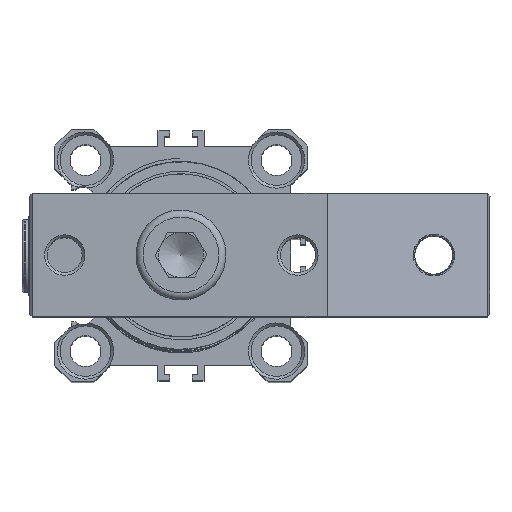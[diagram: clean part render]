
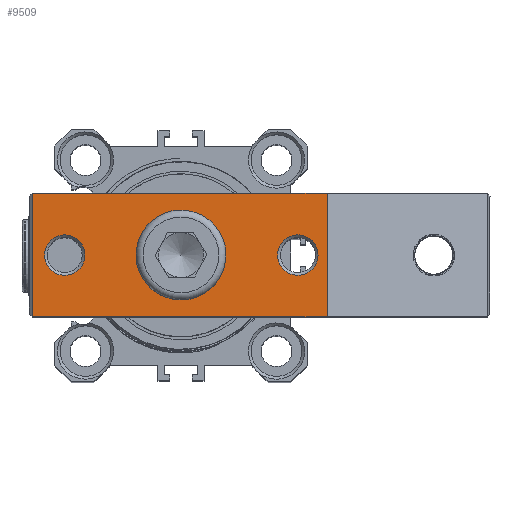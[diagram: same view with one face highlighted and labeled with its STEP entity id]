
A CAD part, top view. The second image highlights one B-rep face of the part: STEP entity #9509.
In plain terms, the highlighted planar face has unit normal (0, 0, 1).
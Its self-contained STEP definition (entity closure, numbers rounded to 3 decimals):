
#230=PLANE('',#10258);
#297=FACE_BOUND('',#1239,.T.);
#298=FACE_BOUND('',#1240,.T.);
#299=FACE_BOUND('',#1241,.T.);
#727=FACE_OUTER_BOUND('',#1238,.T.);
#1238=EDGE_LOOP('',(#7474,#7475,#7476,#7477));
#1239=EDGE_LOOP('',(#7478,#7479));
#1240=EDGE_LOOP('',(#7480,#7481));
#1241=EDGE_LOOP('',(#7482,#7483));
#1637=CIRCLE('',#10216,3.6);
#1638=CIRCLE('',#10217,3.6);
#1641=CIRCLE('',#10221,3.6);
#1642=CIRCLE('',#10222,3.6);
#1645=CIRCLE('',#10226,5.75);
#1646=CIRCLE('',#10227,5.75);
#2626=LINE('',#37237,#3197);
#2632=LINE('',#37329,#3203);
#2633=LINE('',#37331,#3204);
#2634=LINE('',#37332,#3205);
#3197=VECTOR('',#12153,1000.);
#3203=VECTOR('',#12161,1000.);
#3204=VECTOR('',#12162,1000.);
#3205=VECTOR('',#12163,1000.);
#3986=VERTEX_POINT('',#36893);
#3987=VERTEX_POINT('',#36895);
#3990=VERTEX_POINT('',#36903);
#3991=VERTEX_POINT('',#36905);
#3994=VERTEX_POINT('',#36913);
#3995=VERTEX_POINT('',#36915);
#4031=VERTEX_POINT('',#37234);
#4032=VERTEX_POINT('',#37236);
#4041=VERTEX_POINT('',#37328);
#4042=VERTEX_POINT('',#37330);
#5229=EDGE_CURVE('',#3986,#3987,#1637,.T.);
#5230=EDGE_CURVE('',#3987,#3986,#1638,.T.);
#5234=EDGE_CURVE('',#3990,#3991,#1641,.T.);
#5235=EDGE_CURVE('',#3991,#3990,#1642,.T.);
#5239=EDGE_CURVE('',#3994,#3995,#1645,.T.);
#5240=EDGE_CURVE('',#3995,#3994,#1646,.T.);
#5288=EDGE_CURVE('',#4031,#4032,#2626,.T.);
#5300=EDGE_CURVE('',#4041,#4031,#2632,.T.);
#5301=EDGE_CURVE('',#4042,#4041,#2633,.T.);
#5302=EDGE_CURVE('',#4032,#4042,#2634,.T.);
#7474=ORIENTED_EDGE('',*,*,#5300,.F.);
#7475=ORIENTED_EDGE('',*,*,#5301,.F.);
#7476=ORIENTED_EDGE('',*,*,#5302,.F.);
#7477=ORIENTED_EDGE('',*,*,#5288,.F.);
#7478=ORIENTED_EDGE('',*,*,#5230,.F.);
#7479=ORIENTED_EDGE('',*,*,#5229,.F.);
#7480=ORIENTED_EDGE('',*,*,#5235,.F.);
#7481=ORIENTED_EDGE('',*,*,#5234,.F.);
#7482=ORIENTED_EDGE('',*,*,#5240,.F.);
#7483=ORIENTED_EDGE('',*,*,#5239,.F.);
#9509=ADVANCED_FACE('',(#727,#297,#298,#299),#230,.F.);
#10216=AXIS2_PLACEMENT_3D('',#36896,#12057,#12058);
#10217=AXIS2_PLACEMENT_3D('',#36897,#12059,#12060);
#10221=AXIS2_PLACEMENT_3D('',#36906,#12068,#12069);
#10222=AXIS2_PLACEMENT_3D('',#36907,#12070,#12071);
#10226=AXIS2_PLACEMENT_3D('',#36916,#12079,#12080);
#10227=AXIS2_PLACEMENT_3D('',#36917,#12081,#12082);
#10258=AXIS2_PLACEMENT_3D('',#37327,#12159,#12160);
#12057=DIRECTION('center_axis',(0.,0.,
1.));
#12058=DIRECTION('ref_axis',(0.,1.,0.));
#12059=DIRECTION('center_axis',(0.,0.,
1.));
#12060=DIRECTION('ref_axis',(0.,1.,0.));
#12068=DIRECTION('center_axis',(0.,0.,
1.));
#12069=DIRECTION('ref_axis',(0.,1.,0.));
#12070=DIRECTION('center_axis',(0.,0.,
1.));
#12071=DIRECTION('ref_axis',(0.,1.,0.));
#12079=DIRECTION('center_axis',(0.,0.,
1.));
#12080=DIRECTION('ref_axis',(0.,1.,0.));
#12081=DIRECTION('center_axis',(0.,0.,
1.));
#12082=DIRECTION('ref_axis',(0.,1.,0.));
#12153=DIRECTION('',(1.,0.,0.));
#12159=DIRECTION('center_axis',(0.,0.,
-1.));
#12160=DIRECTION('ref_axis',(0.,-1.,0.));
#12161=DIRECTION('',(0.,1.,0.));
#12162=DIRECTION('',(-1.,0.,0.));
#12163=DIRECTION('',(0.,-1.,0.));
#36893=CARTESIAN_POINT('',(24.565,-4.47,95.575));
#36895=CARTESIAN_POINT('',(24.565,2.73,95.575));
#36896=CARTESIAN_POINT('Origin',(24.565,-0.87,95.575));
#36897=CARTESIAN_POINT('Origin',(24.565,-0.87,95.575));
#36903=CARTESIAN_POINT('',(-16.935,-4.47,95.575));
#36905=CARTESIAN_POINT('',(-16.935,2.73,95.575));
#36906=CARTESIAN_POINT('Origin',(-16.935,-0.87,95.575));
#36907=CARTESIAN_POINT('Origin',(-16.935,-0.87,95.575));
#36913=CARTESIAN_POINT('',(3.765,-6.62,95.575));
#36915=CARTESIAN_POINT('',(3.765,4.88,95.575));
#36916=CARTESIAN_POINT('Origin',(3.765,-0.87,95.575));
#36917=CARTESIAN_POINT('Origin',(3.765,-0.87,95.575));
#37234=CARTESIAN_POINT('',(-22.735,10.13,95.575));
#37236=CARTESIAN_POINT('',(29.765,10.13,95.575));
#37237=CARTESIAN_POINT('',(-23.235,10.13,95.575));
#37327=CARTESIAN_POINT('Origin',(-23.235,10.13,95.575));
#37328=CARTESIAN_POINT('',(-22.735,-11.87,95.575));
#37329=CARTESIAN_POINT('',(-22.735,10.13,95.575));
#37330=CARTESIAN_POINT('',(29.765,-11.87,95.575));
#37331=CARTESIAN_POINT('',(-23.235,-11.87,95.575));
#37332=CARTESIAN_POINT('',(29.765,10.13,95.575));
